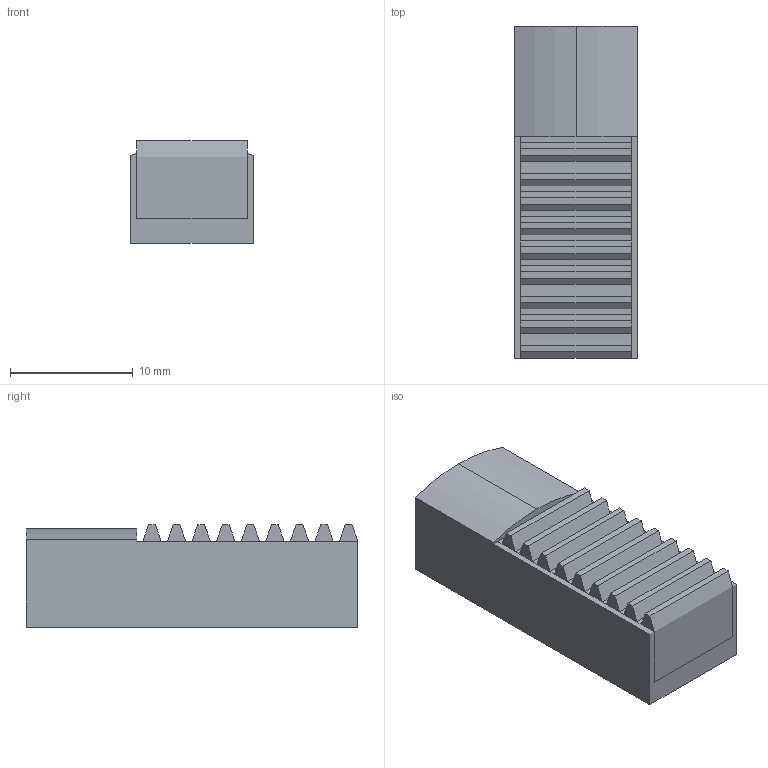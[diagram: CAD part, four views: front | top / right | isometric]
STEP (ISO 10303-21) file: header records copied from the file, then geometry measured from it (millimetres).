
FILE_DESCRIPTION(('FreeCAD Model'),'2;1');
FILE_NAME('rack_v4.step', '2015-06-19T07:31:31',('Author'),(''), 'Open CASCADE STEP processor 6.8','FreeCAD','Unknown');
FILE_SCHEMA(('AUTOMOTIVE_DESIGN_CC2 { 1 2 10303 214 -1 1 5 4 }'));
Length unit declared in the file: millimetre
Products named in the file (1): pin_3p2
Bounding box: 10 x 27 x 8.34 mm (x, y, z)
Volume: 2065.4 mm3; surface area: 1252.9 mm2
Topology: 1 solids, 1 shells, 66 faces, 156 edges, 92 vertices
Faces by surface type: plane 64, cylinder 2
Entity records: 4324 total; most frequent: CARTESIAN_POINT 657, DIRECTION 596, LINE 454, VECTOR 454, ORIENTED_EDGE 312, PCURVE 312, DEFINITIONAL_REPRESENTATION 312, EDGE_CURVE 156
